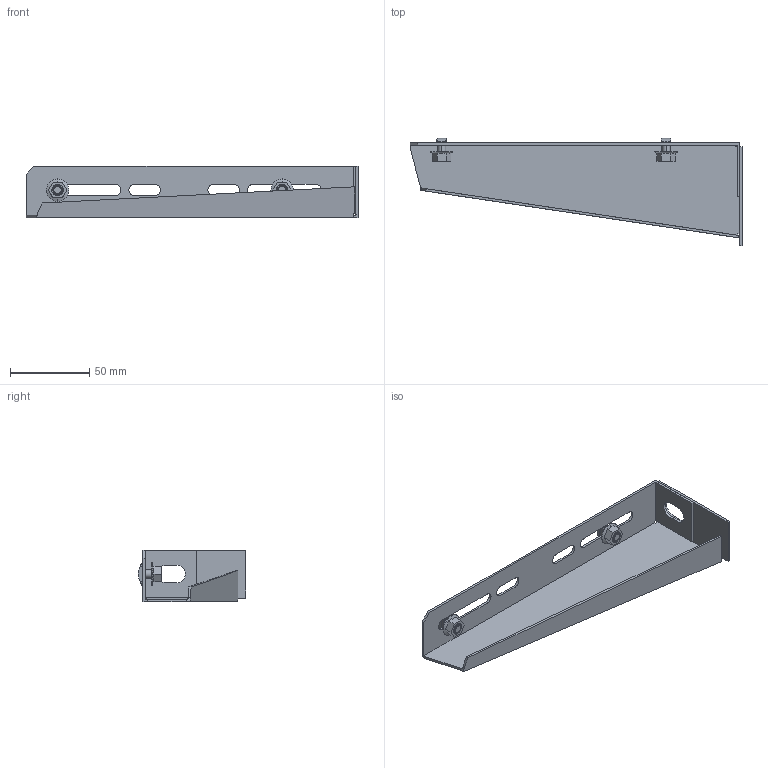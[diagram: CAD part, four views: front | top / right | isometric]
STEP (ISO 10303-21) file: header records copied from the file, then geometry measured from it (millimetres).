
FILE_DESCRIPTION((''),'2;1');
FILE_NAME('6424552_ASM','2012-08-17T',('AndreasKeweloh'),(''),'PRO/ENGINEER BY PARAMETRIC TECHNOLOGY CORPORATION, 2012130','PRO/ENGINEER BY PARAMETRIC TECHNOLOGY CORPORATION, 2012130','');
FILE_SCHEMA(('CONFIG_CONTROL_DESIGN'));
Length unit declared in the file: millimetre
Products named in the file (5): 6424552AUSLEGER; 6424552_SCHNELLBEF; 6424552KOMBIMUTTER; 6424552BEFESTIGUNGSSET_1_ASM; 6424552_ASM
Assembly tree (5 placements, depth 3):
  6424552_ASM
    6424552AUSLEGER
    6424552BEFESTIGUNGSSET_1_ASM  x2
      6424552_SCHNELLBEF
      6424552KOMBIMUTTER
Bounding box: 210.05 x 67.8 x 32.57 mm (x, y, z)
Volume: 31712 mm3; surface area: 43580.8 mm2
Topology: 5 solids, 5 shells, 182 faces, 483 edges, 315 vertices
Faces by surface type: plane 88, cylinder 60, cone 16, bspline 10, torus 8
Entity records: 4526 total; most frequent: CARTESIAN_POINT 1281, ORIENTED_EDGE 666, DIRECTION 641, EDGE_CURVE 333, AXIS2_PLACEMENT_3D 223, VERTEX_POINT 219, VECTOR 195, LINE 195
